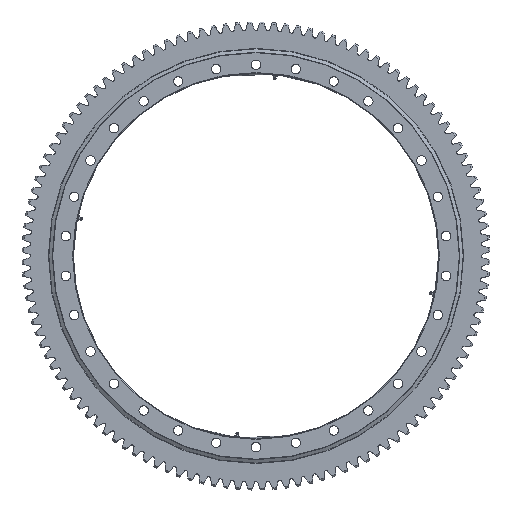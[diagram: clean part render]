
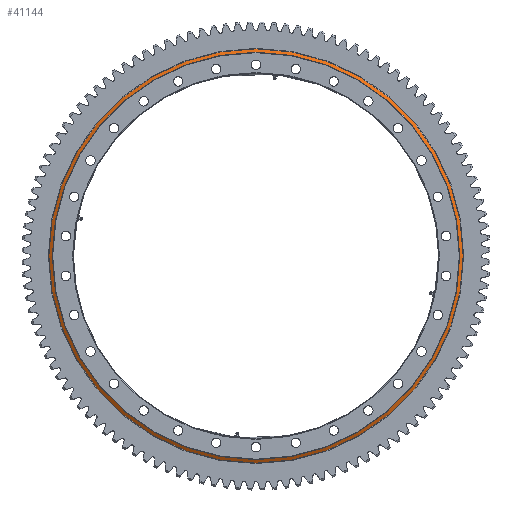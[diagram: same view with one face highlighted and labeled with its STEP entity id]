
A CAD part, top view. The second image highlights one B-rep face of the part: STEP entity #41144.
In plain terms, the highlighted conical face has half-angle 58.57 degrees and reference radius 477 mm.
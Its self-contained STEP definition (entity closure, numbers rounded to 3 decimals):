
#366 = CARTESIAN_POINT ( 'NONE',  ( 470., 2., -477. ) ) ;
#2227 = DIRECTION ( 'NONE',  ( 0., -1., 0. ) ) ;
#2868 = CARTESIAN_POINT ( 'NONE',  ( 470., -2.61, 0. ) ) ;
#3805 = CIRCLE ( 'NONE', #43331, 484.544 ) ;
#5692 = ORIENTED_EDGE ( 'NONE', *, *, #11241, .T. ) ;
#9205 = CARTESIAN_POINT ( 'NONE',  ( 470., -2.61, -484.544 ) ) ;
#10092 = DIRECTION ( 'NONE',  ( 0., 0., -1. ) ) ;
#11241 = EDGE_CURVE ( 'NONE', #45672, #45672, #47062, .T. ) ;
#12766 = FACE_BOUND ( 'NONE', #44685, .T. ) ;
#12881 = EDGE_LOOP ( 'NONE', ( #40868 ) ) ;
#22533 = FACE_OUTER_BOUND ( 'NONE', #12881, .T. ) ;
#24563 = DIRECTION ( 'NONE',  ( 0., 0., -1. ) ) ;
#29623 = DIRECTION ( 'NONE',  ( 0., -1., 0. ) ) ;
#33246 = AXIS2_PLACEMENT_3D ( 'NONE', #42514, #2227, #24563 ) ;
#35330 = VERTEX_POINT ( 'NONE', #9205 ) ;
#36810 = EDGE_CURVE ( 'NONE', #35330, #35330, #3805, .T. ) ;
#39115 = CONICAL_SURFACE ( 'NONE', #41604, 477., 1.022 ) ;
#40259 = CARTESIAN_POINT ( 'NONE',  ( 470., 2., 0. ) ) ;
#40868 = ORIENTED_EDGE ( 'NONE', *, *, #36810, .F. ) ;
#40892 = DIRECTION ( 'NONE',  ( 0., 0., -1. ) ) ;
#41144 = ADVANCED_FACE ( 'NONE', ( #22533, #12766 ), #39115, .T. ) ;
#41604 = AXIS2_PLACEMENT_3D ( 'NONE', #40259, #29623, #40892 ) ;
#42514 = CARTESIAN_POINT ( 'NONE',  ( 470., 2., 0. ) ) ;
#43331 = AXIS2_PLACEMENT_3D ( 'NONE', #2868, #46488, #10092 ) ;
#44685 = EDGE_LOOP ( 'NONE', ( #5692 ) ) ;
#45672 = VERTEX_POINT ( 'NONE', #366 ) ;
#46488 = DIRECTION ( 'NONE',  ( 0., -1., 0. ) ) ;
#47062 = CIRCLE ( 'NONE', #33246, 477. ) ;
